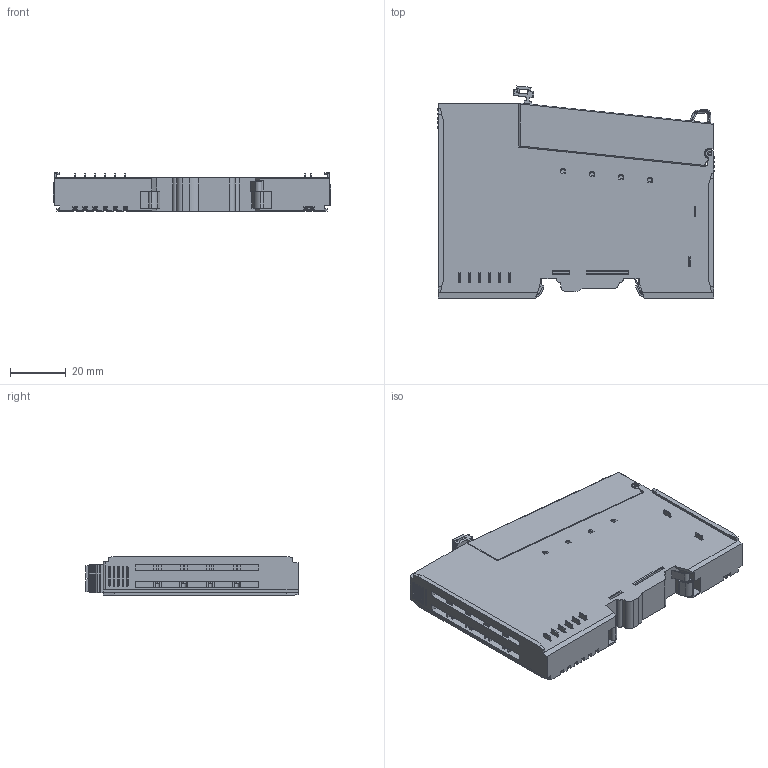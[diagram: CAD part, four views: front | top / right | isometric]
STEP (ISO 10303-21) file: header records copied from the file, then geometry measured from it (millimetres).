
FILE_DESCRIPTION((''),'2;1');
FILE_NAME('RT-1238','2019-10-08T',('seo'),(''),'CREO PARAMETRIC BY PTC INC, 2016130','CREO PARAMETRIC BY PTC INC, 2016130','');
FILE_SCHEMA(('CONFIG_CONTROL_DESIGN'));
Length unit declared in the file: millimetre
Products named in the file (1): RT-1238
Bounding box: 99.8 x 76.15 x 13.9 mm (x, y, z)
Volume: 74990.9 mm3; surface area: 26156.2 mm2
Topology: 4 solids, 5 shells, 1303 faces, 3399 edges, 2162 vertices
Faces by surface type: plane 939, cylinder 239, cone 58, bspline 37, sphere 14, extrusion 9, torus 7
Entity records: 40837 total; most frequent: CARTESIAN_POINT 9074, ORIENTED_EDGE 6734, DIRECTION 6205, EDGE_CURVE 3367, VECTOR 2727, LINE 2718, VERTEX_POINT 2162, AXIS2_PLACEMENT_3D 1739
